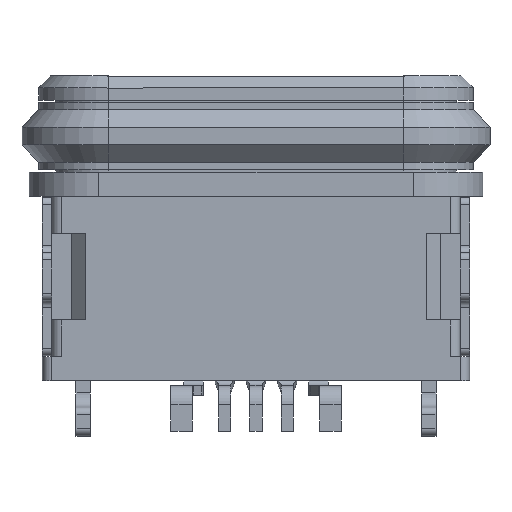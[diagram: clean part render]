
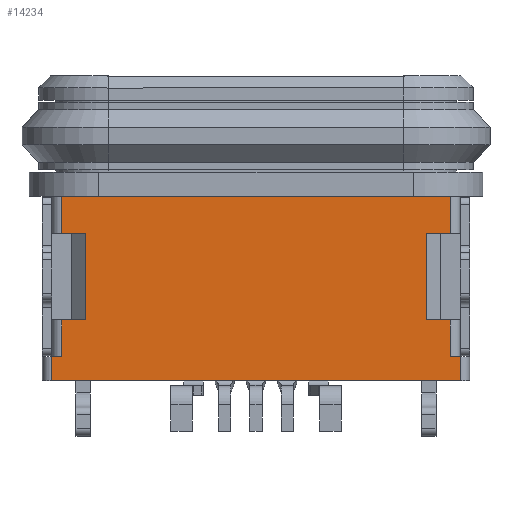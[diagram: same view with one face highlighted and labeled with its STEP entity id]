
A CAD part, front view. The second image highlights one B-rep face of the part: STEP entity #14234.
In plain terms, the highlighted planar face has unit normal (0, -1, 0).
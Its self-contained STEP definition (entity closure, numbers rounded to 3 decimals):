
#2815=DIRECTION('',(1.,0.,0.));
#2816=VECTOR('',#2815,8.1);
#2817=CARTESIAN_POINT('',(-4.05,-1.595,1.));
#2818=LINE('',#2817,#2816);
#2819=DIRECTION('',(0.,0.,1.));
#2820=VECTOR('',#2819,0.78);
#2821=CARTESIAN_POINT('',(4.05,-1.595,0.22));
#2822=LINE('',#2821,#2820);
#3244=DIRECTION('',(1.,0.,0.));
#3245=VECTOR('',#3244,0.2);
#3246=CARTESIAN_POINT('',(-4.25,-1.595,-2.35));
#3247=LINE('',#3246,#3245);
#3268=DIRECTION('',(1.,0.,0.));
#3269=VECTOR('',#3268,0.2);
#3270=CARTESIAN_POINT('',(4.05,-1.595,-2.35));
#3271=LINE('',#3270,#3269);
#3599=DIRECTION('',(1.,0.,0.));
#3600=VECTOR('',#3599,0.5);
#3601=CARTESIAN_POINT('',(-4.05,-1.595,0.22));
#3602=LINE('',#3601,#3600);
#3616=DIRECTION('',(0.,0.,-1.));
#3617=VECTOR('',#3616,1.8);
#3618=CARTESIAN_POINT('',(-3.55,-1.595,0.22));
#3619=LINE('',#3618,#3617);
#3636=DIRECTION('',(1.,0.,0.));
#3637=VECTOR('',#3636,0.5);
#3638=CARTESIAN_POINT('',(-4.05,-1.595,-1.58));
#3639=LINE('',#3638,#3637);
#3653=DIRECTION('',(0.,0.,-1.));
#3654=VECTOR('',#3653,0.77);
#3655=CARTESIAN_POINT('',(-4.05,-1.595,-1.58));
#3656=LINE('',#3655,#3654);
#3657=DIRECTION('',(0.,0.,-1.));
#3658=VECTOR('',#3657,0.78);
#3659=CARTESIAN_POINT('',(-4.05,-1.595,1.));
#3660=LINE('',#3659,#3658);
#3911=DIRECTION('',(0.,0.,-1.));
#3912=VECTOR('',#3911,0.5);
#3913=CARTESIAN_POINT('',(-4.25,-1.595,-2.35));
#3914=LINE('',#3913,#3912);
#3935=DIRECTION('',(1.,0.,0.));
#3936=VECTOR('',#3935,8.5);
#3937=CARTESIAN_POINT('',(-4.25,-1.595,-2.85));
#3938=LINE('',#3937,#3936);
#3943=DIRECTION('',(0.,0.,1.));
#3944=VECTOR('',#3943,0.5);
#3945=CARTESIAN_POINT('',(4.25,-1.595,-2.85));
#3946=LINE('',#3945,#3944);
#7615=DIRECTION('',(0.,0.,1.));
#7616=VECTOR('',#7615,0.77);
#7617=CARTESIAN_POINT('',(4.05,-1.595,-2.35));
#7618=LINE('',#7617,#7616);
#7619=DIRECTION('',(1.,0.,0.));
#7620=VECTOR('',#7619,0.5);
#7621=CARTESIAN_POINT('',(3.55,-1.595,-1.58));
#7622=LINE('',#7621,#7620);
#7636=DIRECTION('',(0.,0.,-1.));
#7637=VECTOR('',#7636,1.8);
#7638=CARTESIAN_POINT('',(3.55,-1.595,0.22));
#7639=LINE('',#7638,#7637);
#7656=DIRECTION('',(1.,0.,0.));
#7657=VECTOR('',#7656,0.5);
#7658=CARTESIAN_POINT('',(3.55,-1.595,0.22));
#7659=LINE('',#7658,#7657);
#8848=CARTESIAN_POINT('',(-4.05,-1.595,1.));
#8849=CARTESIAN_POINT('',(-4.05,-1.595,0.22));
#8850=VERTEX_POINT('',#8848);
#8851=VERTEX_POINT('',#8849);
#8852=CARTESIAN_POINT('',(-3.55,-1.595,0.22));
#8853=VERTEX_POINT('',#8852);
#8854=CARTESIAN_POINT('',(-3.55,-1.595,-1.58));
#8855=VERTEX_POINT('',#8854);
#8856=CARTESIAN_POINT('',(-4.05,-1.595,-1.58));
#8857=VERTEX_POINT('',#8856);
#8858=CARTESIAN_POINT('',(-4.05,-1.595,-2.35));
#8859=VERTEX_POINT('',#8858);
#8860=CARTESIAN_POINT('',(-4.25,-1.595,-2.35));
#8861=VERTEX_POINT('',#8860);
#8862=CARTESIAN_POINT('',(-4.25,-1.595,-2.85));
#8863=VERTEX_POINT('',#8862);
#8864=CARTESIAN_POINT('',(4.25,-1.595,-2.85));
#8865=VERTEX_POINT('',#8864);
#8866=CARTESIAN_POINT('',(4.25,-1.595,-2.35));
#8867=VERTEX_POINT('',#8866);
#8868=CARTESIAN_POINT('',(4.05,-1.595,-2.35));
#8869=VERTEX_POINT('',#8868);
#8870=CARTESIAN_POINT('',(4.05,-1.595,-1.58));
#8871=VERTEX_POINT('',#8870);
#8872=CARTESIAN_POINT('',(3.55,-1.595,-1.58));
#8873=VERTEX_POINT('',#8872);
#8874=CARTESIAN_POINT('',(3.55,-1.595,0.22));
#8875=VERTEX_POINT('',#8874);
#8876=CARTESIAN_POINT('',(4.05,-1.595,0.22));
#8877=VERTEX_POINT('',#8876);
#8878=CARTESIAN_POINT('',(4.05,-1.595,1.));
#8879=VERTEX_POINT('',#8878);
#14196=CARTESIAN_POINT('',(-0.017,-1.595,0.602));
#14197=DIRECTION('',(0.,1.,0.));
#14198=DIRECTION('',(1.,0.,0.));
#14199=AXIS2_PLACEMENT_3D('',#14196,#14197,#14198);
#14200=PLANE('',#14199);
#14201=ORIENTED_EDGE('',*,*,#14113,.T.);
#14203=ORIENTED_EDGE('',*,*,#14202,.F.);
#14205=ORIENTED_EDGE('',*,*,#14204,.F.);
#14207=ORIENTED_EDGE('',*,*,#14206,.T.);
#14209=ORIENTED_EDGE('',*,*,#14208,.T.);
#14211=ORIENTED_EDGE('',*,*,#14210,.F.);
#14213=ORIENTED_EDGE('',*,*,#14212,.T.);
#14215=ORIENTED_EDGE('',*,*,#14214,.F.);
#14217=ORIENTED_EDGE('',*,*,#14216,.F.);
#14219=ORIENTED_EDGE('',*,*,#14218,.F.);
#14221=ORIENTED_EDGE('',*,*,#14220,.T.);
#14223=ORIENTED_EDGE('',*,*,#14222,.F.);
#14225=ORIENTED_EDGE('',*,*,#14224,.T.);
#14227=ORIENTED_EDGE('',*,*,#14226,.F.);
#14229=ORIENTED_EDGE('',*,*,#14228,.F.);
#14231=ORIENTED_EDGE('',*,*,#14230,.F.);
#14232=EDGE_LOOP('',(#14201,#14203,#14205,#14207,#14209,#14211,#14213,#14215,
#14217,#14219,#14221,#14223,#14225,#14227,#14229,#14231));
#14233=FACE_OUTER_BOUND('',#14232,.F.);
#14113=EDGE_CURVE('',#8850,#8879,#2818,.T.);
#14202=EDGE_CURVE('',#8877,#8879,#2822,.T.);
#14204=EDGE_CURVE('',#8875,#8877,#7659,.T.);
#14206=EDGE_CURVE('',#8875,#8873,#7639,.T.);
#14208=EDGE_CURVE('',#8873,#8871,#7622,.T.);
#14210=EDGE_CURVE('',#8869,#8871,#7618,.T.);
#14212=EDGE_CURVE('',#8869,#8867,#3271,.T.);
#14214=EDGE_CURVE('',#8865,#8867,#3946,.T.);
#14216=EDGE_CURVE('',#8863,#8865,#3938,.T.);
#14218=EDGE_CURVE('',#8861,#8863,#3914,.T.);
#14220=EDGE_CURVE('',#8861,#8859,#3247,.T.);
#14222=EDGE_CURVE('',#8857,#8859,#3656,.T.);
#14224=EDGE_CURVE('',#8857,#8855,#3639,.T.);
#14226=EDGE_CURVE('',#8853,#8855,#3619,.T.);
#14228=EDGE_CURVE('',#8851,#8853,#3602,.T.);
#14230=EDGE_CURVE('',#8850,#8851,#3660,.T.);
#14234=ADVANCED_FACE('',(#14233),#14200,.F.);
